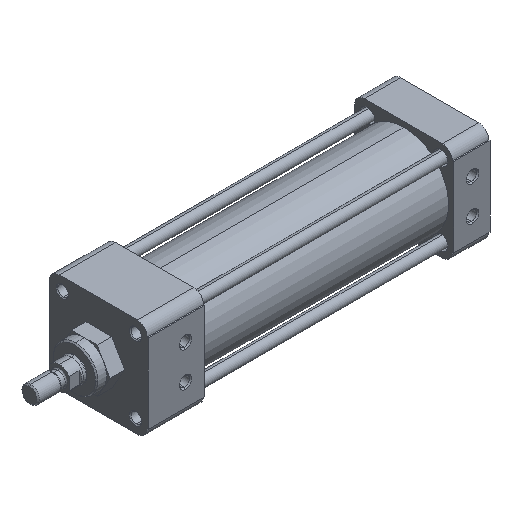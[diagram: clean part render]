
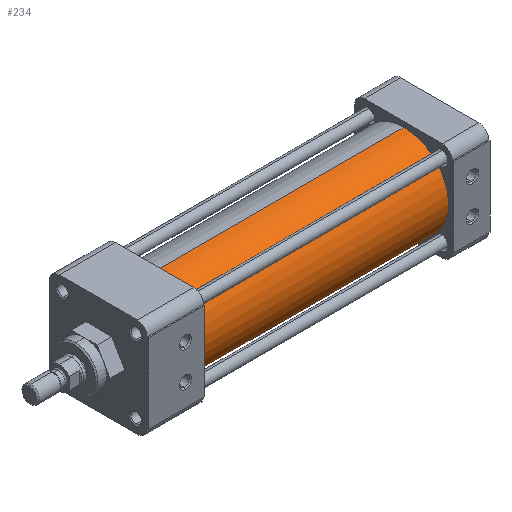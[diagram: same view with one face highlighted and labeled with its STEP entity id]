
A CAD part, isometric view. The second image highlights one B-rep face of the part: STEP entity #234.
In plain terms, the highlighted cylindrical face has radius 28.575 mm (diameter 57.15 mm), a partial arc.
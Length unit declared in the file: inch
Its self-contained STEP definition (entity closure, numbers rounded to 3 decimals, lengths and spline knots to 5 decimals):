
#180 = LINE ( 'NONE', #8128, #7275 ) ;
#234 = ADVANCED_FACE ( 'NONE', ( #13056 ), #13725, .T. ) ;
#769 = VERTEX_POINT ( 'NONE', #5998 ) ;
#1216 = CARTESIAN_POINT ( 'NONE',  ( 7.701, 0., 1.125 ) ) ;
#1396 = DIRECTION ( 'NONE',  ( 1., 0., 0. ) ) ;
#1447 = EDGE_LOOP ( 'NONE', ( #1506, #1700, #10947, #2752 ) ) ;
#1506 = ORIENTED_EDGE ( 'NONE', *, *, #2653, .F. ) ;
#1700 = ORIENTED_EDGE ( 'NONE', *, *, #6430, .T. ) ;
#2051 = LINE ( 'NONE', #8169, #6290 ) ;
#2571 = DIRECTION ( 'NONE',  ( -1., 0., 0. ) ) ;
#2653 = EDGE_CURVE ( 'NONE', #769, #13890, #180, .T. ) ;
#2735 = AXIS2_PLACEMENT_3D ( 'NONE', #9311, #2571, #10452 ) ;
#2752 = ORIENTED_EDGE ( 'NONE', *, *, #5942, .T. ) ;
#3483 = EDGE_CURVE ( 'NONE', #13520, #4131, #2051, .T. ) ;
#3962 = DIRECTION ( 'NONE',  ( 1., 0., 0. ) ) ;
#4131 = VERTEX_POINT ( 'NONE', #10357 ) ;
#4181 = AXIS2_PLACEMENT_3D ( 'NONE', #10713, #3962, #11860 ) ;
#4999 = CARTESIAN_POINT ( 'NONE',  ( 1.42, 0., -1.125 ) ) ;
#5942 = EDGE_CURVE ( 'NONE', #4131, #13890, #13330, .T. ) ;
#5998 = CARTESIAN_POINT ( 'NONE',  ( 1.42, 0., 1.125 ) ) ;
#6290 = VECTOR ( 'NONE', #12628, 39.37008 ) ;
#6430 = EDGE_CURVE ( 'NONE', #769, #13520, #8821, .T. ) ;
#7275 = VECTOR ( 'NONE', #1396, 39.37008 ) ;
#8128 = CARTESIAN_POINT ( 'NONE',  ( 7.701, 0., 1.125 ) ) ;
#8169 = CARTESIAN_POINT ( 'NONE',  ( 7.701, 0., -1.125 ) ) ;
#8808 = AXIS2_PLACEMENT_3D ( 'NONE', #11869, #11751, #12710 ) ;
#8821 = CIRCLE ( 'NONE', #4181, 1.125 ) ;
#9311 = CARTESIAN_POINT ( 'NONE',  ( 7.701, 0., 0. ) ) ;
#10357 = CARTESIAN_POINT ( 'NONE',  ( 7.701, 0., -1.125 ) ) ;
#10452 = DIRECTION ( 'NONE',  ( 0., 0., -1. ) ) ;
#10713 = CARTESIAN_POINT ( 'NONE',  ( 1.42, 0., 0. ) ) ;
#10947 = ORIENTED_EDGE ( 'NONE', *, *, #3483, .T. ) ;
#11751 = DIRECTION ( 'NONE',  ( 1., 0., 0. ) ) ;
#11860 = DIRECTION ( 'NONE',  ( 0., 0., -1. ) ) ;
#11869 = CARTESIAN_POINT ( 'NONE',  ( 7.701, 0., 0. ) ) ;
#12628 = DIRECTION ( 'NONE',  ( 1., 0., 0. ) ) ;
#12710 = DIRECTION ( 'NONE',  ( 0., 0., -1. ) ) ;
#13056 = FACE_OUTER_BOUND ( 'NONE', #1447, .T. ) ;
#13330 = CIRCLE ( 'NONE', #2735, 1.125 ) ;
#13520 = VERTEX_POINT ( 'NONE', #4999 ) ;
#13725 = CYLINDRICAL_SURFACE ( 'NONE', #8808, 1.125 ) ;
#13890 = VERTEX_POINT ( 'NONE', #1216 ) ;
